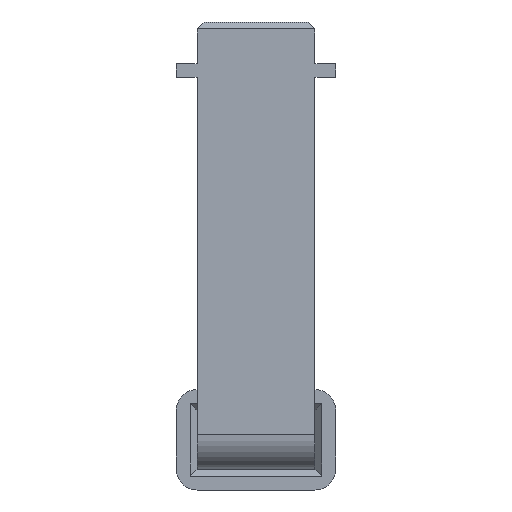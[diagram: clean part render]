
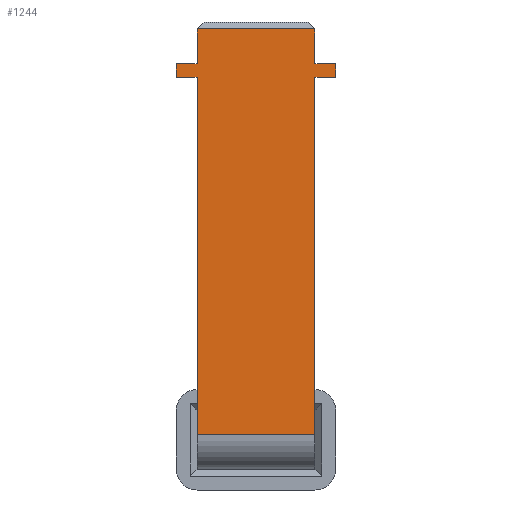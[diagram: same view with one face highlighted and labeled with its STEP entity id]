
A CAD part, left-side view. The second image highlights one B-rep face of the part: STEP entity #1244.
In plain terms, the highlighted planar face has unit normal (-1, 0, 0).
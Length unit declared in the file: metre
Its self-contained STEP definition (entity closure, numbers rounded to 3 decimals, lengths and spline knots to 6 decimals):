
#278=ORIENTED_EDGE('',*,*,#532,.F.);
#279=ORIENTED_EDGE('',*,*,#533,.T.);
#280=ORIENTED_EDGE('',*,*,#529,.T.);
#281=ORIENTED_EDGE('',*,*,#534,.T.);
#282=ORIENTED_EDGE('',*,*,#535,.T.);
#283=ORIENTED_EDGE('',*,*,#536,.T.);
#284=ORIENTED_EDGE('',*,*,#537,.F.);
#285=ORIENTED_EDGE('',*,*,#538,.T.);
#286=ORIENTED_EDGE('',*,*,#539,.T.);
#287=ORIENTED_EDGE('',*,*,#509,.T.);
#288=ORIENTED_EDGE('',*,*,#540,.F.);
#289=ORIENTED_EDGE('',*,*,#541,.F.);
#509=EDGE_CURVE('',#645,#647,#773,.T.);
#529=EDGE_CURVE('',#666,#667,#793,.T.);
#532=EDGE_CURVE('',#668,#669,#796,.T.);
#533=EDGE_CURVE('',#668,#666,#797,.T.);
#534=EDGE_CURVE('',#667,#670,#798,.T.);
#535=EDGE_CURVE('',#670,#671,#799,.T.);
#536=EDGE_CURVE('',#671,#672,#800,.T.);
#537=EDGE_CURVE('',#673,#672,#801,.T.);
#538=EDGE_CURVE('',#673,#674,#802,.F.);
#539=EDGE_CURVE('',#674,#645,#803,.T.);
#540=EDGE_CURVE('',#675,#647,#804,.T.);
#541=EDGE_CURVE('',#669,#675,#805,.T.);
#645=VERTEX_POINT('',#1945);
#647=VERTEX_POINT('',#1949);
#666=VERTEX_POINT('',#1992);
#667=VERTEX_POINT('',#1993);
#668=VERTEX_POINT('',#1998);
#669=VERTEX_POINT('',#1999);
#670=VERTEX_POINT('',#2002);
#671=VERTEX_POINT('',#2004);
#672=VERTEX_POINT('',#2006);
#673=VERTEX_POINT('',#2008);
#674=VERTEX_POINT('',#2010);
#675=VERTEX_POINT('',#2013);
#773=LINE('',#1950,#921);
#793=LINE('',#1991,#941);
#796=LINE('',#1997,#944);
#797=LINE('',#2000,#945);
#798=LINE('',#2001,#946);
#799=LINE('',#2003,#947);
#800=LINE('',#2005,#948);
#801=LINE('',#2007,#949);
#802=LINE('',#2009,#950);
#803=LINE('',#2011,#951);
#804=LINE('',#2012,#952);
#805=LINE('',#2014,#953);
#921=VECTOR('',#1604,1.);
#941=VECTOR('',#1630,1.);
#944=VECTOR('',#1635,1.);
#945=VECTOR('',#1636,1.);
#946=VECTOR('',#1637,1.);
#947=VECTOR('',#1638,1.);
#948=VECTOR('',#1639,1.);
#949=VECTOR('',#1640,1.);
#950=VECTOR('',#1641,1.);
#951=VECTOR('',#1642,1.);
#952=VECTOR('',#1643,1.);
#953=VECTOR('',#1644,1.);
#1041=EDGE_LOOP('',(#278,#279,#280,#281,#282,#283,#284,#285,#286,#287,#288,
#289));
#1117=FACE_BOUND('',#1041,.T.);
#1176=PLANE('',#1363);
#1244=ADVANCED_FACE('',(#1117),#1176,.F.);
#1363=AXIS2_PLACEMENT_3D('',#1996,#1633,#1634);
#1604=DIRECTION('',(0.,-1.,0.));
#1630=DIRECTION('',(0.,0.,-1.));
#1633=DIRECTION('',(1.,0.,0.));
#1634=DIRECTION('',(0.,1.,0.));
#1635=DIRECTION('',(0.,0.,-1.));
#1636=DIRECTION('',(0.,1.,0.));
#1637=DIRECTION('',(0.,1.,0.));
#1638=DIRECTION('',(0.,0.,-1.));
#1639=DIRECTION('',(0.,-1.,0.));
#1640=DIRECTION('',(0.,0.,1.));
#1641=DIRECTION('',(0.,1.,0.));
#1642=DIRECTION('',(0.,0.,1.));
#1643=DIRECTION('',(0.,0.,-1.));
#1644=DIRECTION('',(0.,-1.,0.));
#1945=CARTESIAN_POINT('',(-0.00525,-0.0085,0.));
#1949=CARTESIAN_POINT('',(-0.00525,-0.0115,0.));
#1950=CARTESIAN_POINT('',(-0.00525,0.,0.));
#1991=CARTESIAN_POINT('',(-0.00525,0.0085,0.008));
#1992=CARTESIAN_POINT('',(-0.00525,0.0085,0.007));
#1993=CARTESIAN_POINT('',(-0.00525,0.0085,0.002));
#1996=CARTESIAN_POINT('',(-0.00525,0.,0.008));
#1997=CARTESIAN_POINT('',(-0.00525,-0.0085,0.008));
#1998=CARTESIAN_POINT('',(-0.00525,-0.0085,0.007));
#1999=CARTESIAN_POINT('',(-0.00525,-0.0085,0.002));
#2000=CARTESIAN_POINT('',(-0.00525,0.0085,0.007));
#2001=CARTESIAN_POINT('',(-0.00525,0.01,0.002));
#2002=CARTESIAN_POINT('',(-0.00525,0.0115,0.002));
#2003=CARTESIAN_POINT('',(-0.00525,0.0115,0.002));
#2004=CARTESIAN_POINT('',(-0.00525,0.0115,0.));
#2005=CARTESIAN_POINT('',(-0.00525,0.,0.));
#2006=CARTESIAN_POINT('',(-0.00525,0.0085,0.));
#2007=CARTESIAN_POINT('',(-0.00525,0.0085,-0.048));
#2008=CARTESIAN_POINT('',(-0.00525,0.0085,-0.0515));
#2009=CARTESIAN_POINT('',(-0.00525,0.,-0.0515));
#2010=CARTESIAN_POINT('',(-0.00525,-0.0085,-0.0515));
#2011=CARTESIAN_POINT('',(-0.00525,-0.0085,-0.048));
#2012=CARTESIAN_POINT('',(-0.00525,-0.0115,0.002));
#2013=CARTESIAN_POINT('',(-0.00525,-0.0115,0.002));
#2014=CARTESIAN_POINT('',(-0.00525,-0.01,0.002));
